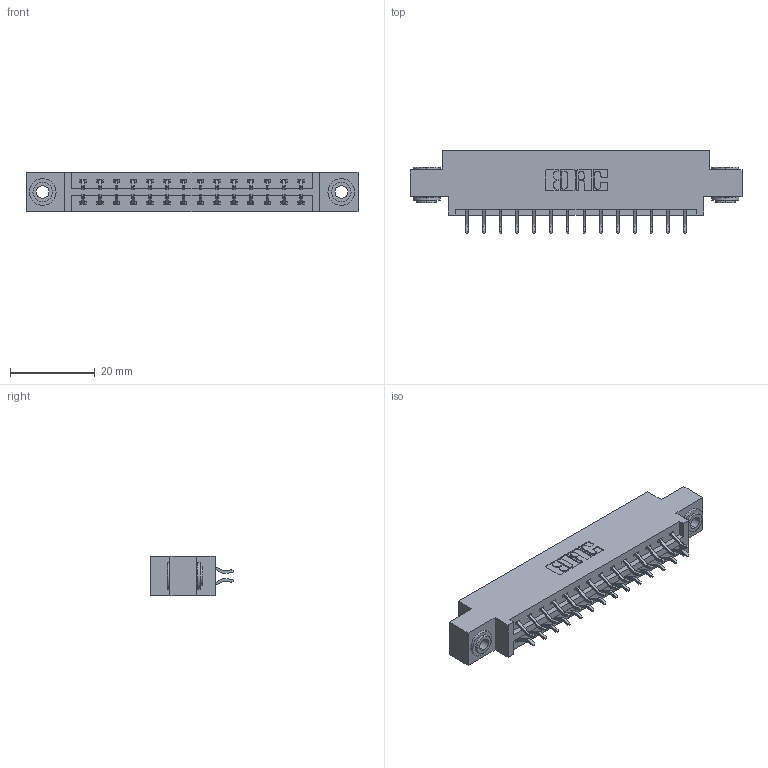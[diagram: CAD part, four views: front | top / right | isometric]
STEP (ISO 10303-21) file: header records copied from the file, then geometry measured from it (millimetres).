
FILE_DESCRIPTION (( 'STEP AP203' ), '1' );
FILE_NAME ('337-028-556-803.STEP', '2018-08-06T11:52:47', ( '' ), ( '' ), 'SwSTEP 2.0', 'SolidWorks 2016', '' );
FILE_SCHEMA (( 'CONFIG_CONTROL_DESIGN' ));
Length unit declared in the file: inch
Products named in the file (4): 337 Part_0.170 Offset - 0.156 Dia-TH; 345-292-001_556 Tail; 345-250-002_345-250-002-102; 337-028-556-803
Assembly tree (31 placements, depth 2):
  337-028-556-803
    337 Part_0.170 Offset - 0.156 Dia-TH
    345-292-001_556 Tail  x28
    345-250-002_345-250-002-102  x2
Bounding box: 78.49 x 19.57 x 9.4 mm (x, y, z)
Volume: 7799.5 mm3; surface area: 8848.1 mm2
Topology: 31 solids, 31 shells, 1836 faces, 5411 edges, 3566 vertices
Faces by surface type: plane 1260, cylinder 568, cone 8
Entity records: 15478 total; most frequent: CARTESIAN_POINT 2621, ORIENTED_EDGE 2538, DIRECTION 2303, EDGE_CURVE 1269, LINE 1109, VECTOR 1109, VERTEX_POINT 842, AXIS2_PLACEMENT_3D 597
